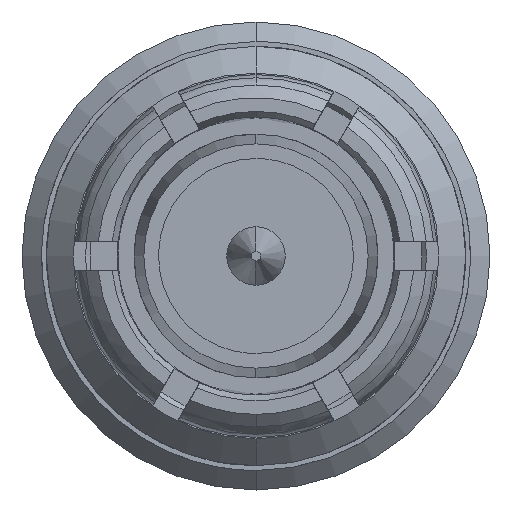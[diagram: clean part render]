
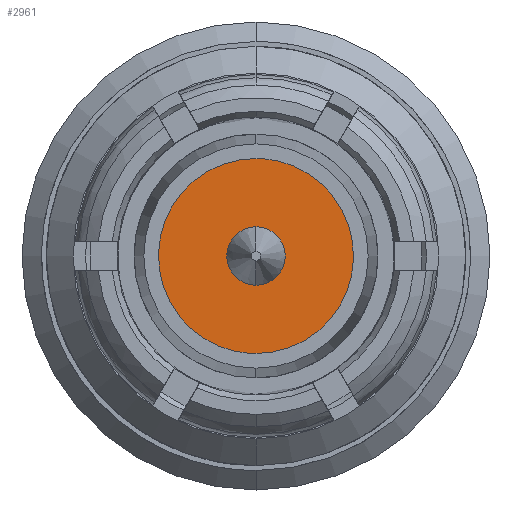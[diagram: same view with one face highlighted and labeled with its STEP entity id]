
A CAD part, left-side view. The second image highlights one B-rep face of the part: STEP entity #2961.
In plain terms, the highlighted planar face has unit normal (-1, 0, 0).
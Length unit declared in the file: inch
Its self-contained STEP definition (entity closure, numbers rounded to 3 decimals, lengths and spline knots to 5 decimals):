
#124 = CARTESIAN_POINT ( 'NONE',  ( -0.24717, -0.03937, -0.00516 ) ) ;
#561 = CARTESIAN_POINT ( 'NONE',  ( -0.24717, 0.02052, -0.03517 ) ) ;
#677 = DIRECTION ( 'NONE',  ( 0., 0., 1. ) ) ;
#681 = ORIENTED_EDGE ( 'NONE', *, *, #2479, .T. ) ;
#836 = CARTESIAN_POINT ( 'NONE',  ( -0.24717, -0.0052, -0.03937 ) ) ;
#1257 = CARTESIAN_POINT ( 'NONE',  ( -0.24717, 0.03833, 0.01034 ) ) ;
#1442 = B_SPLINE_CURVE_WITH_KNOTS ( 'NONE', 3,
 ( #8899, #836, #1583, #1632, #8199, #3030, #2466, #8853, #124, #5836, #2325, #4445, #7305, #5280, #5184, #1677 ),
 .UNSPECIFIED., .F., .F.,
 ( 4, 2, 2, 2, 2, 2, 2, 4 ),
 ( 0., 0.00039, 0.00078, 0.00117, 0.00156, 0.00195, 0.00234, 0.00313 ),
 .UNSPECIFIED. ) ;
#1583 = CARTESIAN_POINT ( 'NONE',  ( -0.24717, -0.01031, -0.03835 ) ) ;
#1632 = CARTESIAN_POINT ( 'NONE',  ( -0.24717, -0.01984, -0.03439 ) ) ;
#1677 = CARTESIAN_POINT ( 'NONE',  ( -0.24717, 0., 0.03937 ) ) ;
#1828 = CARTESIAN_POINT ( 'NONE',  ( -0.24717, 0.01031, 0.03835 ) ) ;
#1911 = EDGE_LOOP ( 'NONE', ( #8172, #2143 ) ) ;
#1966 = DIRECTION ( 'NONE',  ( 0., 0., 1. ) ) ;
#2143 = ORIENTED_EDGE ( 'NONE', *, *, #2352, .F. ) ;
#2313 = EDGE_CURVE ( 'NONE', #2643, #6625, #4373, .T. ) ;
#2325 = CARTESIAN_POINT ( 'NONE',  ( -0.24717, -0.03836, 0.01027 ) ) ;
#2352 = EDGE_CURVE ( 'NONE', #3904, #8241, #6021, .T. ) ;
#2466 = CARTESIAN_POINT ( 'NONE',  ( -0.24717, -0.0344, -0.01981 ) ) ;
#2479 = EDGE_CURVE ( 'NONE', #6625, #2643, #1442, .T. ) ;
#2643 = VERTEX_POINT ( 'NONE', #6784 ) ;
#2657 = CARTESIAN_POINT ( 'NONE',  ( -0.24717, 0.0344, 0.01981 ) ) ;
#2700 = CARTESIAN_POINT ( 'NONE',  ( -0.24717, 0., -0.01181 ) ) ;
#2840 = AXIS2_PLACEMENT_3D ( 'NONE', #4938, #7196, #677 ) ;
#2961 = ADVANCED_FACE ( 'NONE', ( #7637, #8301 ), #5478, .T. ) ;
#3006 = EDGE_LOOP ( 'NONE', ( #9023, #681 ) ) ;
#3027 = AXIS2_PLACEMENT_3D ( 'NONE', #4028, #7545, #1966 ) ;
#3030 = CARTESIAN_POINT ( 'NONE',  ( -0.24717, -0.03147, -0.02421 ) ) ;
#3274 = CARTESIAN_POINT ( 'NONE',  ( -0.24717, 0.03836, -0.01027 ) ) ;
#3321 = CARTESIAN_POINT ( 'NONE',  ( -0.24717, 0.02421, 0.03147 ) ) ;
#3367 = CARTESIAN_POINT ( 'NONE',  ( -0.24717, 0.0052, 0.03937 ) ) ;
#3411 = CARTESIAN_POINT ( 'NONE',  ( -0.24717, 0.0104, -0.03937 ) ) ;
#3904 = VERTEX_POINT ( 'NONE', #5596 ) ;
#4024 = CARTESIAN_POINT ( 'NONE',  ( -0.24717, 0., 0. ) ) ;
#4028 = CARTESIAN_POINT ( 'NONE',  ( -0.24717, -0.03984, -0.03984 ) ) ;
#4122 = CARTESIAN_POINT ( 'NONE',  ( -0.24717, 0.03937, 0.00516 ) ) ;
#4373 = B_SPLINE_CURVE_WITH_KNOTS ( 'NONE', 3,
 ( #4820, #3367, #1828, #6227, #3321, #9088, #2657, #1257, #4122, #6987, #3274, #8953, #4727, #561, #3411, #7541 ),
 .UNSPECIFIED., .F., .F.,
 ( 4, 2, 2, 2, 2, 2, 2, 4 ),
 ( 0., 0.00039, 0.00078, 0.00117, 0.00156, 0.00195, 0.00234, 0.00313 ),
 .UNSPECIFIED. ) ;
#4445 = CARTESIAN_POINT ( 'NONE',  ( -0.24717, -0.03442, 0.0198 ) ) ;
#4727 = CARTESIAN_POINT ( 'NONE',  ( -0.24717, 0.03153, -0.02414 ) ) ;
#4820 = CARTESIAN_POINT ( 'NONE',  ( -0.24717, 0., 0.03937 ) ) ;
#4938 = CARTESIAN_POINT ( 'NONE',  ( -0.24717, 0., 0. ) ) ;
#5184 = CARTESIAN_POINT ( 'NONE',  ( -0.24717, -0.0104, 0.03937 ) ) ;
#5280 = CARTESIAN_POINT ( 'NONE',  ( -0.24717, -0.02052, 0.03517 ) ) ;
#5478 = PLANE ( 'NONE',  #3027 ) ;
#5596 = CARTESIAN_POINT ( 'NONE',  ( -0.24717, 0., 0.01181 ) ) ;
#5836 = CARTESIAN_POINT ( 'NONE',  ( -0.24717, -0.03937, 0.00511 ) ) ;
#5999 = CARTESIAN_POINT ( 'NONE',  ( -0.24717, 0., -0.03937 ) ) ;
#6021 = CIRCLE ( 'NONE', #8130, 0.01181 ) ;
#6227 = CARTESIAN_POINT ( 'NONE',  ( -0.24717, 0.01984, 0.03439 ) ) ;
#6249 = EDGE_CURVE ( 'NONE', #8241, #3904, #7629, .T. ) ;
#6411 = DIRECTION ( 'NONE',  ( 0., 0., 1. ) ) ;
#6625 = VERTEX_POINT ( 'NONE', #5999 ) ;
#6784 = CARTESIAN_POINT ( 'NONE',  ( -0.24717, 0., 0.03937 ) ) ;
#6987 = CARTESIAN_POINT ( 'NONE',  ( -0.24717, 0.03937, -0.00511 ) ) ;
#7196 = DIRECTION ( 'NONE',  ( -1., 0., 0. ) ) ;
#7305 = CARTESIAN_POINT ( 'NONE',  ( -0.24717, -0.03153, 0.02414 ) ) ;
#7541 = CARTESIAN_POINT ( 'NONE',  ( -0.24717, 0., -0.03937 ) ) ;
#7545 = DIRECTION ( 'NONE',  ( -1., 0., 0. ) ) ;
#7629 = CIRCLE ( 'NONE', #2840, 0.01181 ) ;
#7637 = FACE_BOUND ( 'NONE', #1911, .T. ) ;
#8130 = AXIS2_PLACEMENT_3D ( 'NONE', #4024, #9043, #6411 ) ;
#8172 = ORIENTED_EDGE ( 'NONE', *, *, #6249, .F. ) ;
#8199 = CARTESIAN_POINT ( 'NONE',  ( -0.24717, -0.02421, -0.03147 ) ) ;
#8241 = VERTEX_POINT ( 'NONE', #2700 ) ;
#8301 = FACE_OUTER_BOUND ( 'NONE', #3006, .T. ) ;
#8853 = CARTESIAN_POINT ( 'NONE',  ( -0.24717, -0.03833, -0.01034 ) ) ;
#8899 = CARTESIAN_POINT ( 'NONE',  ( -0.24717, 0., -0.03937 ) ) ;
#8953 = CARTESIAN_POINT ( 'NONE',  ( -0.24717, 0.03442, -0.0198 ) ) ;
#9023 = ORIENTED_EDGE ( 'NONE', *, *, #2313, .T. ) ;
#9043 = DIRECTION ( 'NONE',  ( -1., 0., 0. ) ) ;
#9088 = CARTESIAN_POINT ( 'NONE',  ( -0.24717, 0.03147, 0.02421 ) ) ;
